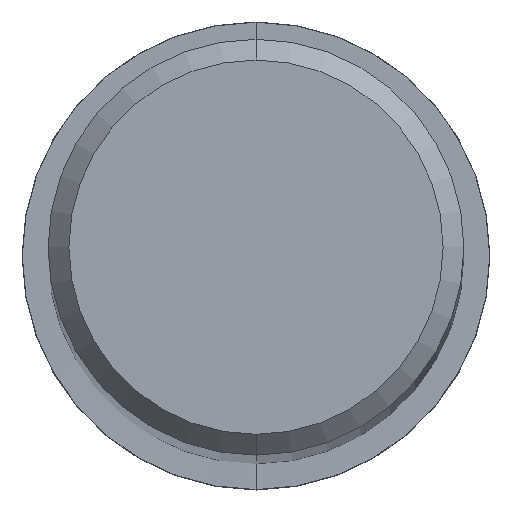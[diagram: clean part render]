
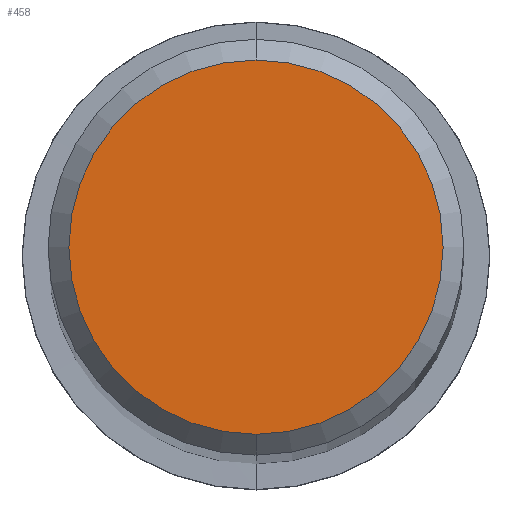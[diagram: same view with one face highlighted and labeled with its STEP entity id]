
A CAD part, top view. The second image highlights one B-rep face of the part: STEP entity #458.
In plain terms, the highlighted planar face has unit normal (0, 0, 1).
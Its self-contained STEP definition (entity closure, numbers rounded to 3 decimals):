
#228=VERTEX_POINT('',#583);
#328=VERTEX_POINT('',#693);
#458=ADVANCED_FACE('',(#836),#837,.T.);
#492=EDGE_CURVE('',#328,#228,#874,.T.);
#522=EDGE_CURVE('',#228,#328,#907,.T.);
#583=CARTESIAN_POINT('',(0.,-3.6,0.0));
#693=CARTESIAN_POINT('',(0.0,3.6,0.0));
#836=FACE_OUTER_BOUND('',#1494,.T.);
#837=PLANE('',#1495);
#874=CIRCLE('',#1580,3.6);
#907=CIRCLE('',#1620,3.6);
#1494=EDGE_LOOP('',(#1968,#1969));
#1495=AXIS2_PLACEMENT_3D('',#1970,#1971,#1972);
#1580=AXIS2_PLACEMENT_3D('',#2005,#2006,#2007);
#1620=AXIS2_PLACEMENT_3D('',#2040,#2041,#2042);
#1968=ORIENTED_EDGE('',*,*,#492,.F.);
#1969=ORIENTED_EDGE('',*,*,#522,.F.);
#1970=CARTESIAN_POINT('',(0.0,1.8,0.0));
#1971=DIRECTION('',(-0.0,0.0,1.0));
#1972=DIRECTION('',(0.0,-1.0,0.0));
#2005=CARTESIAN_POINT('',(0.0,0.0,0.0));
#2006=DIRECTION('',(0.0,0.0,-1.0));
#2007=DIRECTION('',(0.0,1.0,0.0));
#2040=CARTESIAN_POINT('',(0.0,0.0,0.0));
#2041=DIRECTION('',(0.0,0.0,-1.0));
#2042=DIRECTION('',(0.0,1.0,0.0));
